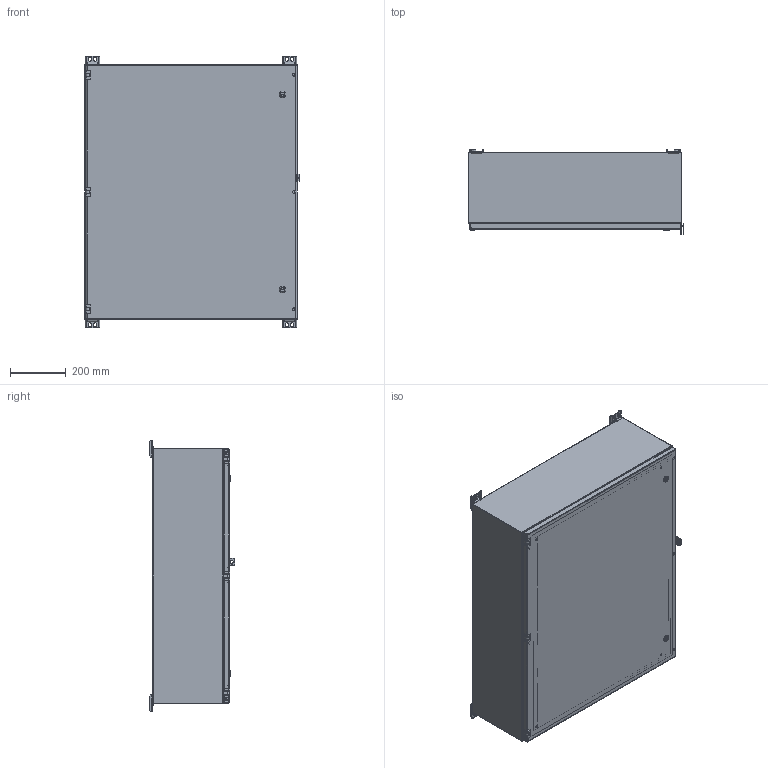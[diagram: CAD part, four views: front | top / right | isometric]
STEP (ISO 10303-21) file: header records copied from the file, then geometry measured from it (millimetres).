
FILE_DESCRIPTION( ( 'Unknown' ), '1' );
FILE_NAME( 'R363010_STEEL.stp', 'Unknown', ( 'Unknown' ), ( 'Unknown' ), 'PSStep 16.0.42', 'Unknown', ' ' );
FILE_SCHEMA( ( 'AUTOMOTIVE_DESIGN { 1 0 10303 214 1 1 1 1 }' ) );
Length unit declared in the file: millimetre
Products named in the file (53): 0.375 DIA; CAOUTCHOUC; METAL; LOCK AVEC TOURNEVIS TYPE 4-12 SANS CAME; HOSING-oa0; INSERT POUR TOURNEVIS-oa1; NOIX DE FIXATION-oa2; Oring-oa3; Oring-oa4; SEAL BLANC-oa5; STOPPER DESSOUS-oa6; VIS DE RETENUE DE LA CAME-oa7; AHR-PARTIE-BOITIER; SEAL; AHR - PARTIE BOITIER; SET SCEW M6 x 1.000; NOIX M6; AHR-PARTIE-PORTE; AHR - PARTIE PORTE LUG; AHR - TIGE; A15KR; CAME R; PARTIE COUVERCLE; PROVISION PORTE; NUT 10-32; 10-32 x 0.500; PATTE-RD; PATTE R; FW_0.3750; 3-8-16 x .750; HN_0.3750; PATTE-R; PARTIE BOITIER; PROVISION BOITIER; SEAL PROVISION; 10-32 x 0.500-oa8; R3630_14GA_COUVERCLE; 10-32 x 0.750 AC_CD 201-008-776; HN_no10; R3630C_14GA ...
Assembly tree (93 placements, depth 5):
  Assem1
    ARP3630_12GA
    R3630_14GA_COUVERCLE
      10-32 x 0.750 AC_CD 201-008-776  x4
      HN_no10  x2
      R3630C_14GA
      R3630_GASKET
      RAIL-V36
      ESPACEUR-RAIL  x2
      AHR-PARTIE-PORTE  x3
        AHR - PARTIE PORTE LUG
        AHR - TIGE
      A15KR  x2
        CAME R
        LOCK AVEC TOURNEVIS TYPE 4-12 SANS CAME
          HOSING-oa0
          INSERT POUR TOURNEVIS-oa1
          NOIX DE FIXATION-oa2
          Oring-oa3
          Oring-oa4
          SEAL BLANC-oa5
          STOPPER DESSOUS-oa6
          VIS DE RETENUE DE LA CAME-oa7
      PARTIE COUVERCLE
        PROVISION PORTE
        NUT 10-32
        10-32 x 0.500
    R363010-U_16GA_BOITIER
      BUMPER R 0.250-20  x3
      0.375-16 x 0.750 AC_CKL 118-510-340  x6
      FW_0.3750  x6
      HN_0.3750  x6
      FW_0.2500  x3
      HN_0.2500  x3
      Rxx3010H_16GA
      Rxx3010B_16GA
      R363010B-U_16GA
      AHR-PARTIE-BOITIER  x3
        SEAL
        AHR - PARTIE BOITIER
        SET SCEW M6 x 1.000
        NOIX M6
      PATTE-RD  x2
        PATTE R
        FW_0.3750
        3-8-16 x .750
        HN_0.3750
        0.375 DIA
          CAOUTCHOUC
          METAL
      PATTE-R  x2
        PATTE R
        FW_0.3750
        3-8-16 x .750
        HN_0.3750
        0.375 DIA
          CAOUTCHOUC
          METAL
      PARTIE BOITIER
        PROVISION BOITIER
Bounding box: 769.16 x 304.67 x 971.96 mm (x, y, z)
Volume: 6158695.6 mm3; surface area: 6432308.5 mm2
Topology: 109 solids, 109 shells, 4169 faces, 10098 edges, 6440 vertices
Faces by surface type: plane 2347, cylinder 764, extrusion 332, bspline 325, cone 209, torus 143, sphere 49
Full cylindrical faces by diameter (mm): 0.346 x6, 0.508 x4, 0.794 x6, 3.023 x12, 3.15 x2, 3.175 x12, 4.039 x4, 4.623 x2, 4.682 x32, 4.826 x10, 5.055 x1, 5.1 x3, 5.105 x1, 5.567 x2, 5.842 x3, 5.918 x6, 5.994 x4, 6 x3, 6.096 x4, 6.1 x9, 6.35 x6, 6.502 x4, 6.731 x6, 6.985 x2, 7.137 x5, 7.925 x2, 8.664 x2, 8.7 x3, 8.966 x6, 9 x3
Entity records: 149696 total; most frequent: CARTESIAN_POINT 67801, ORIENTED_EDGE 12876, DIRECTION 9689, EDGE_CURVE 6438, VERTEX_POINT 4336, EDGE_LOOP 3495, AXIS2_PLACEMENT_3D 3240, VECTOR 3209
